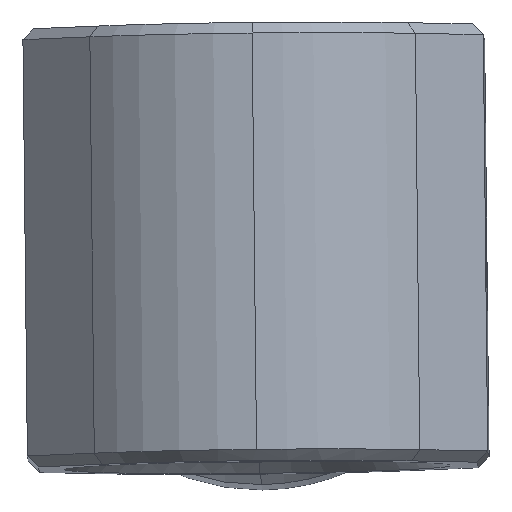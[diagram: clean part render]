
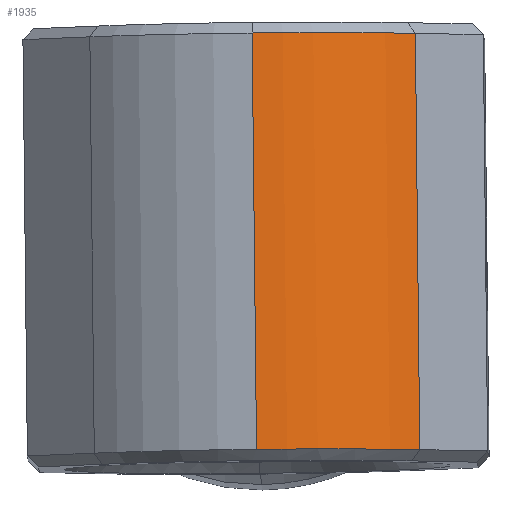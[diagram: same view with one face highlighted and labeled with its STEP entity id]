
A CAD part, left-side view. The second image highlights one B-rep face of the part: STEP entity #1935.
In plain terms, the highlighted free-form (B-spline) face has degree [1, 3] with [2, 4] control points.
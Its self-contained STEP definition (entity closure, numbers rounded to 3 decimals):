
#8 = CARTESIAN_POINT ( 'NONE',  ( -41.034, 4.49, 10.24 ) ) ;
#140 = EDGE_CURVE ( 'NONE', #2370, #5184, #2285, .T. ) ;
#430 = EDGE_CURVE ( 'NONE', #4868, #4127, #2325, .T. ) ;
#545 = CARTESIAN_POINT ( 'NONE',  ( -38.012, -2.957, 10.225 ) ) ;
#670 = ORIENTED_EDGE ( 'NONE', *, *, #140, .T. ) ;
#743 = CARTESIAN_POINT ( 'NONE',  ( -38.598, -3.158, -8.764 ) ) ;
#842 = CARTESIAN_POINT ( 'NONE',  ( -41.621, 4.288, -8.75 ) ) ;
#851 =( BOUNDED_CURVE ( )  B_SPLINE_CURVE ( 3, ( #2222, #3478, #5259, #2674 ),
 .UNSPECIFIED., .F., .T. ) 
 B_SPLINE_CURVE_WITH_KNOTS ( ( 4, 4 ),
 ( -0.785, 0. ),
 .UNSPECIFIED. ) 
 CURVE ( )  GEOMETRIC_REPRESENTATION_ITEM ( )  RATIONAL_B_SPLINE_CURVE ( ( 1., 0.949, 0.949, 1. ) ) 
 REPRESENTATION_ITEM ( '' )  );
#1076 = CARTESIAN_POINT ( 'NONE',  ( -41.034, 4.49, 10.24 ) ) ;
#1115 = EDGE_CURVE ( 'NONE', #4868, #2370, #2148, .T. ) ;
#1173 = EDGE_LOOP ( 'NONE', ( #670, #1454, #4407, #2798 ) ) ;
#1214 = CARTESIAN_POINT ( 'NONE',  ( -38.012, -2.957, 10.225 ) ) ;
#1454 = ORIENTED_EDGE ( 'NONE', *, *, #5191, .F. ) ;
#1547 = CARTESIAN_POINT ( 'NONE',  ( -39.993, -0.947, 10.265 ) ) ;
#1633 = CARTESIAN_POINT ( 'NONE',  ( -39.993, -0.947, 10.265 ) ) ;
#1935 = ADVANCED_FACE ( 'NONE', ( #3551 ), #5141, .F. ) ;
#1968 = CARTESIAN_POINT ( 'NONE',  ( -41.034, 4.49, 10.24 ) ) ;
#2148 =( BOUNDED_CURVE ( )  B_SPLINE_CURVE ( 3, ( #545, #1547, #2401, #1968 ),
 .UNSPECIFIED., .F., .F. ) 
 B_SPLINE_CURVE_WITH_KNOTS ( ( 4, 4 ),
 ( -0.785, 0. ),
 .UNSPECIFIED. ) 
 CURVE ( )  GEOMETRIC_REPRESENTATION_ITEM ( )  RATIONAL_B_SPLINE_CURVE ( ( 1., 0.949, 0.949, 1. ) ) 
 REPRESENTATION_ITEM ( '' )  );
#2222 = CARTESIAN_POINT ( 'NONE',  ( -38.598, -3.158, -8.764 ) ) ;
#2285 = B_SPLINE_CURVE_WITH_KNOTS ( 'NONE', 1,
 ( #8, #842 ),
 .UNSPECIFIED., .F., .F.,
 ( 2, 2 ),
 ( -1., 0. ),
 .UNSPECIFIED. ) ;
#2325 = B_SPLINE_CURVE_WITH_KNOTS ( 'NONE', 1,
 ( #4041, #2377 ),
 .UNSPECIFIED., .F., .F.,
 ( 2, 2 ),
 ( 0., 1. ),
 .UNSPECIFIED. ) ;
#2370 = VERTEX_POINT ( 'NONE', #1076 ) ;
#2377 = CARTESIAN_POINT ( 'NONE',  ( -38.598, -3.158, -8.764 ) ) ;
#2401 = CARTESIAN_POINT ( 'NONE',  ( -41.054, 1.668, 10.27 ) ) ;
#2674 = CARTESIAN_POINT ( 'NONE',  ( -41.621, 4.288, -8.75 ) ) ;
#2798 = ORIENTED_EDGE ( 'NONE', *, *, #1115, .T. ) ;
#2945 = CARTESIAN_POINT ( 'NONE',  ( -41.034, 4.49, 10.24 ) ) ;
#2997 = CARTESIAN_POINT ( 'NONE',  ( -41.64, 1.466, -8.72 ) ) ;
#3478 = CARTESIAN_POINT ( 'NONE',  ( -40.579, -1.148, -8.725 ) ) ;
#3551 = FACE_OUTER_BOUND ( 'NONE', #1173, .T. ) ;
#4041 = CARTESIAN_POINT ( 'NONE',  ( -38.012, -2.957, 10.225 ) ) ;
#4053 = CARTESIAN_POINT ( 'NONE',  ( -38.012, -2.957, 10.225 ) ) ;
#4127 = VERTEX_POINT ( 'NONE', #743 ) ;
#4407 = ORIENTED_EDGE ( 'NONE', *, *, #430, .F. ) ;
#4629 = CARTESIAN_POINT ( 'NONE',  ( -41.054, 1.668, 10.27 ) ) ;
#4868 = VERTEX_POINT ( 'NONE', #4053 ) ;
#5069 = CARTESIAN_POINT ( 'NONE',  ( -41.621, 4.288, -8.75 ) ) ;
#5089 = CARTESIAN_POINT ( 'NONE',  ( -38.598, -3.158, -8.764 ) ) ;
#5141 =( BOUNDED_SURFACE ( )  B_SPLINE_SURFACE ( 1, 3, ( 
 ( #1214, #1633, #4629, #2945 ),
 ( #5089, #5503, #2997, #5069 ) ),
 .UNSPECIFIED., .F., .F., .F. ) 
 B_SPLINE_SURFACE_WITH_KNOTS ( ( 2, 2 ),
 ( 4, 4 ),
 ( 0., 1. ),
 ( 0., 1. ),
 .UNSPECIFIED. ) 
 GEOMETRIC_REPRESENTATION_ITEM ( )  RATIONAL_B_SPLINE_SURFACE ( (
 ( 1., 0.949, 0.949, 1.),
 ( 1., 0.949, 0.949, 1.) ) ) 
 REPRESENTATION_ITEM ( '' )  SURFACE ( )  );
#5184 = VERTEX_POINT ( 'NONE', #5238 ) ;
#5191 = EDGE_CURVE ( 'NONE', #4127, #5184, #851, .T. ) ;
#5238 = CARTESIAN_POINT ( 'NONE',  ( -41.621, 4.288, -8.75 ) ) ;
#5259 = CARTESIAN_POINT ( 'NONE',  ( -41.64, 1.466, -8.72 ) ) ;
#5503 = CARTESIAN_POINT ( 'NONE',  ( -40.579, -1.148, -8.725 ) ) ;
